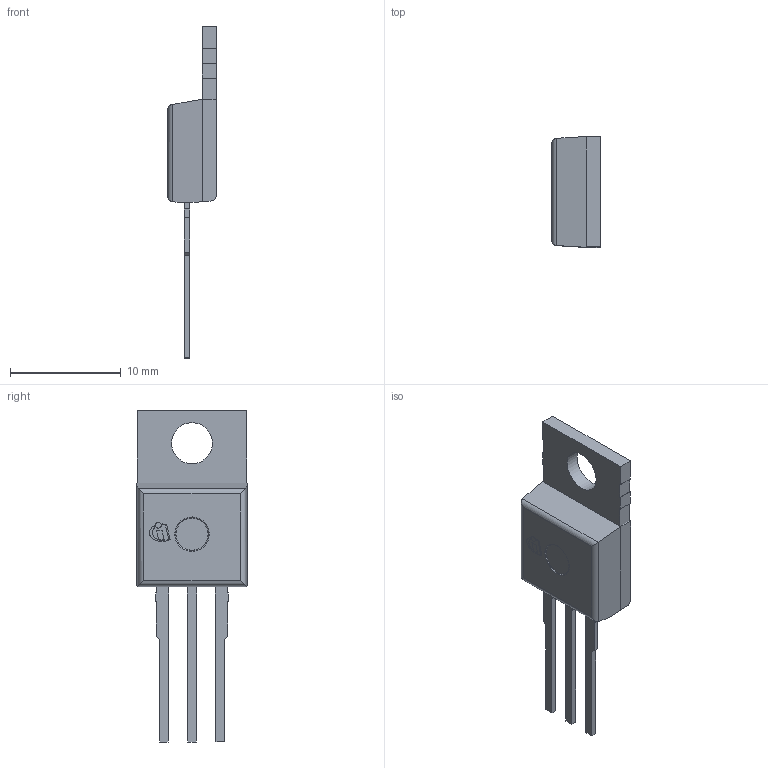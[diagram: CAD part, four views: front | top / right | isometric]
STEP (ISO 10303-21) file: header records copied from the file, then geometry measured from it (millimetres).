
FILE_DESCRIPTION(/* description */ (''),/* implementation_level */ '2;1');
FILE_NAME(/* name */ 'PG-TO220-3-1_Z8B00003120_V03_3D.stp',/* time_stamp */ '2019-03-06T14:51:06+05:00',/* author */ ('janartha'),/* organization */ (''),/* preprocessor_version */ 'ST-DEVELOPER v16.13',/* originating_system */ 'AutoCAD Mechanical',/* authorisation */ '');
FILE_SCHEMA (('AUTOMOTIVE_DESIGN { 1 0 10303 214 3 1 1 }'));
Length unit declared in the file: millimetre
Products named in the file (1): Product
Bounding box: 4.41 x 10 x 29.95 mm (x, y, z)
Volume: 543.3 mm3; surface area: 737.4 mm2
Topology: 8 solids, 8 shells, 126 faces, 325 edges, 216 vertices
Faces by surface type: plane 95, cylinder 29, torus 2
Full cylindrical faces by diameter (mm): 0.522 x1, 3.7 x1
Entity records: 3822 total; most frequent: CARTESIAN_POINT 662, ORIENTED_EDGE 640, DIRECTION 635, EDGE_CURVE 320, LINE 259, VECTOR 259, VERTEX_POINT 215, AXIS2_PLACEMENT_3D 188
